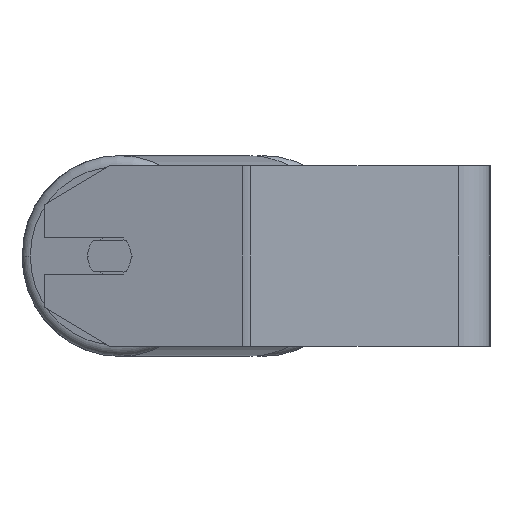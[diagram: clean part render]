
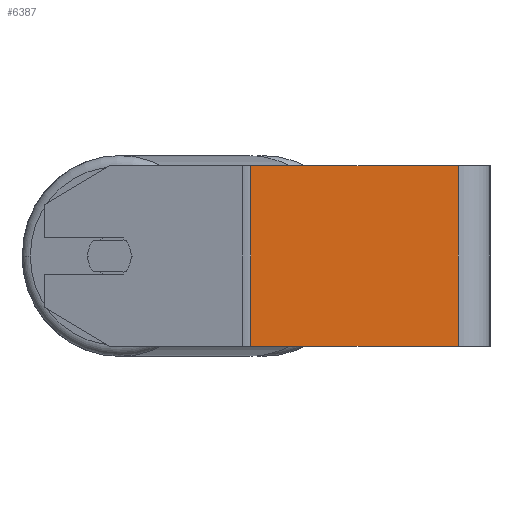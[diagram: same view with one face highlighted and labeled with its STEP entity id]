
A CAD part, left-side view. The second image highlights one B-rep face of the part: STEP entity #6387.
In plain terms, the highlighted planar face has unit normal (-1, 0, 0).
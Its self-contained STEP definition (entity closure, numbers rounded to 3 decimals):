
#284 = VECTOR ( 'NONE', #3909, 1000. ) ;
#513 = ORIENTED_EDGE ( 'NONE', *, *, #7700, .T. ) ;
#853 = CARTESIAN_POINT ( 'NONE',  ( -400., 107.914, 40. ) ) ;
#1251 = PLANE ( 'NONE',  #8466 ) ;
#1371 = EDGE_LOOP ( 'NONE', ( #513, #5572, #6540, #4773 ) ) ;
#1485 = CARTESIAN_POINT ( 'NONE',  ( -400., 14., 40. ) ) ;
#1494 = VERTEX_POINT ( 'NONE', #4935 ) ;
#1543 = VECTOR ( 'NONE', #8183, 1000. ) ;
#1740 = EDGE_CURVE ( 'NONE', #1494, #4071, #2759, .T. ) ;
#1925 = CARTESIAN_POINT ( 'NONE',  ( -400., 107.914, -40. ) ) ;
#1947 = VERTEX_POINT ( 'NONE', #3596 ) ;
#2053 = CARTESIAN_POINT ( 'NONE',  ( -400., 106.071, 40. ) ) ;
#2293 = DIRECTION ( 'NONE',  ( 0., 0., -1. ) ) ;
#2621 = VECTOR ( 'NONE', #4746, 1000. ) ;
#2759 = LINE ( 'NONE', #2053, #2621 ) ;
#3420 = EDGE_CURVE ( 'NONE', #6931, #1947, #8260, .T. ) ;
#3508 = LINE ( 'NONE', #853, #5490 ) ;
#3553 = DIRECTION ( 'NONE',  ( 0., -1., 0. ) ) ;
#3596 = CARTESIAN_POINT ( 'NONE',  ( -400., 14., -40. ) ) ;
#3892 = CARTESIAN_POINT ( 'NONE',  ( -400., 106.071, -40. ) ) ;
#3909 = DIRECTION ( 'NONE',  ( 0., -1., 0. ) ) ;
#4071 = VERTEX_POINT ( 'NONE', #3892 ) ;
#4746 = DIRECTION ( 'NONE',  ( 0., 0., -1. ) ) ;
#4773 = ORIENTED_EDGE ( 'NONE', *, *, #1740, .T. ) ;
#4935 = CARTESIAN_POINT ( 'NONE',  ( -400., 106.071, 40. ) ) ;
#5490 = VECTOR ( 'NONE', #3553, 1000. ) ;
#5572 = ORIENTED_EDGE ( 'NONE', *, *, #3420, .F. ) ;
#5646 = DIRECTION ( 'NONE',  ( 1., 0., 0. ) ) ;
#6387 = ADVANCED_FACE ( 'NONE', ( #6525 ), #1251, .F. ) ;
#6525 = FACE_OUTER_BOUND ( 'NONE', #1371, .T. ) ;
#6540 = ORIENTED_EDGE ( 'NONE', *, *, #6569, .F. ) ;
#6569 = EDGE_CURVE ( 'NONE', #1494, #6931, #3508, .T. ) ;
#6779 = CARTESIAN_POINT ( 'NONE',  ( -400., 14., 40. ) ) ;
#6931 = VERTEX_POINT ( 'NONE', #6779 ) ;
#7233 = CARTESIAN_POINT ( 'NONE',  ( -400., 107.914, 40. ) ) ;
#7700 = EDGE_CURVE ( 'NONE', #4071, #1947, #8694, .T. ) ;
#8183 = DIRECTION ( 'NONE',  ( 0., 0., -1. ) ) ;
#8260 = LINE ( 'NONE', #1485, #1543 ) ;
#8466 = AXIS2_PLACEMENT_3D ( 'NONE', #7233, #5646, #2293 ) ;
#8694 = LINE ( 'NONE', #1925, #284 ) ;
